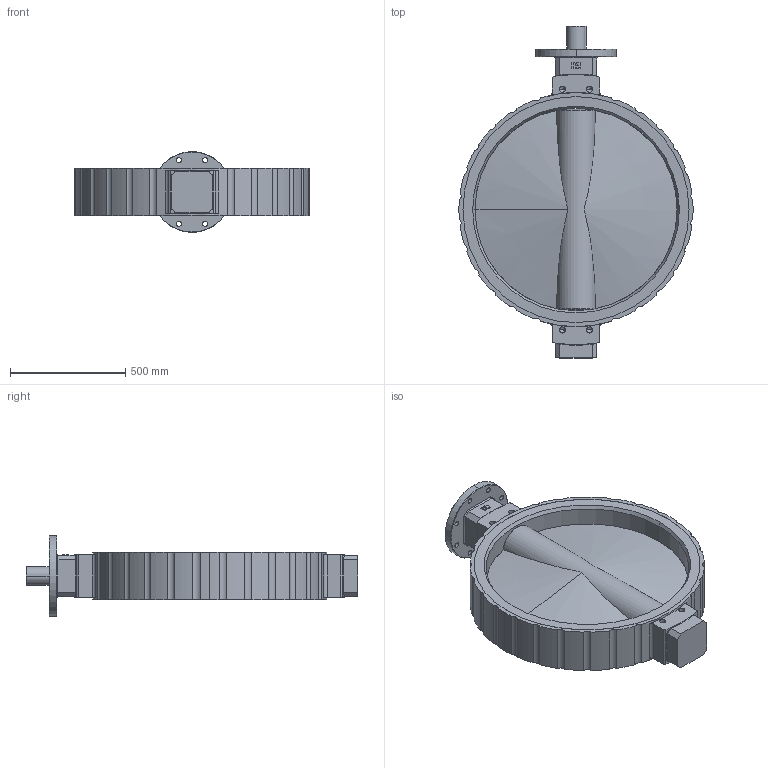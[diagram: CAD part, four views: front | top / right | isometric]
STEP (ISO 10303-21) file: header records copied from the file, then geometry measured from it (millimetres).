
FILE_DESCRIPTION (( 'STEP AP214' ), '1' );
FILE_NAME ('D10900._2.step', '2013-07-30T15:05:29', ( 'mbuehlmann' ), ( '' ), 'SwSTEP 2.0', 'SolidWorks 2012', '' );
FILE_SCHEMA (( 'AUTOMOTIVE_DESIGN' ));
Length unit declared in the file: millimetre
Products named in the file (6): ia-Logo26; ia-scheibe250_ia-scheibe900; ia-Keil_ia-Keil900; ia-Dichtungbasic_Dichtung900; BO.D10900._2; D10900._2
Assembly tree (5 placements, depth 2):
  D10900._2
    BO.D10900._2
    ia-Dichtungbasic_Dichtung900
    ia-Keil_ia-Keil900
    ia-scheibe250_ia-scheibe900
    ia-Logo26
Bounding box: 1014.82 x 1439 x 350 mm (x, y, z)
Volume: 95423075.7 mm3; surface area: 4920128.3 mm2
Topology: 5 solids, 5 shells, 247 faces, 651 edges, 408 vertices
Faces by surface type: cylinder 125, plane 64, cone 32, torus 16, bspline 8, sphere 2
Entity records: 8700 total; most frequent: CARTESIAN_POINT 2210, DIRECTION 1322, ORIENTED_EDGE 1264, EDGE_CURVE 632, AXIS2_PLACEMENT_3D 523, VERTEX_POINT 407, EDGE_LOOP 281, LINE 276
